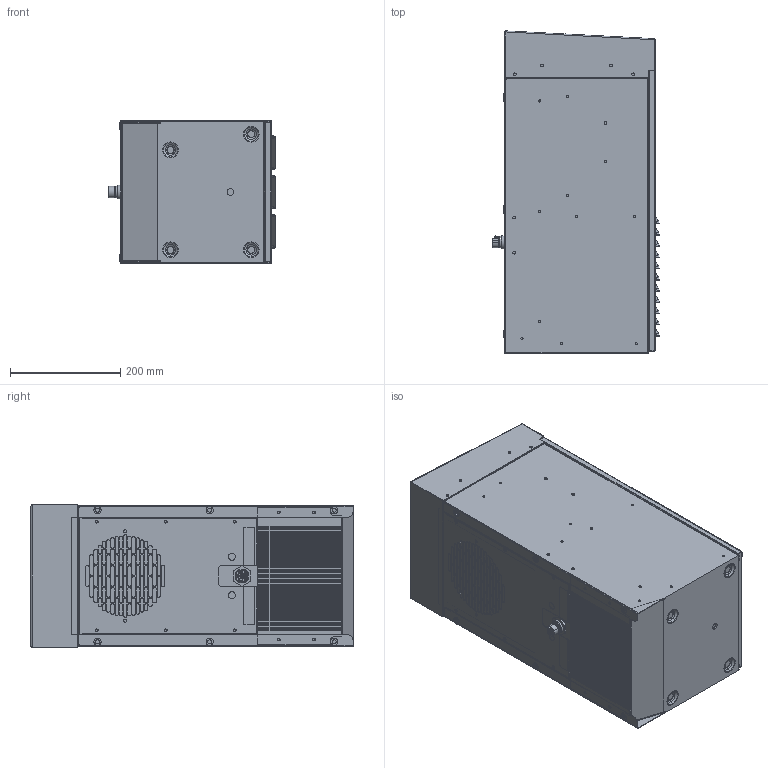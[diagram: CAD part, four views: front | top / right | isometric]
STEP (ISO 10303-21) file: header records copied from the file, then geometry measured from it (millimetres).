
FILE_DESCRIPTION (( 'STEP AP203' ), '1' );
FILE_NAME ('13382336158_Default.step', '2025-03-21T19:47:47', ( 'Windows User' ), ( 'AUTOMATION DIRECT' ), 'SwSTEP 2.0', 'SolidWorks 2024', '' );
FILE_SCHEMA (( 'CONFIG_CONTROL_DESIGN' ));
Products named in the file (1): 13382336158_Default
Bounding box: 303.35 x 583.24 x 257.28 mm (x, y, z)
Volume: 38002476.3 mm3; surface area: 1529975 mm2
Topology: 1 solids, 2 shells, 3074 faces, 8099 edges, 5165 vertices
Faces by surface type: plane 1529, cylinder 1003, bspline 359, torus 152, cone 23, sphere 8
Full cylindrical faces by diameter (mm): 11.938 x1
Entity records: 156254 total; most frequent: CARTESIAN_POINT 82172, ORIENTED_EDGE 16170, DIRECTION 14160, EDGE_CURVE 8085, VERTEX_POINT 5164, VECTOR 4740, LINE 4740, AXIS2_PLACEMENT_3D 4710
